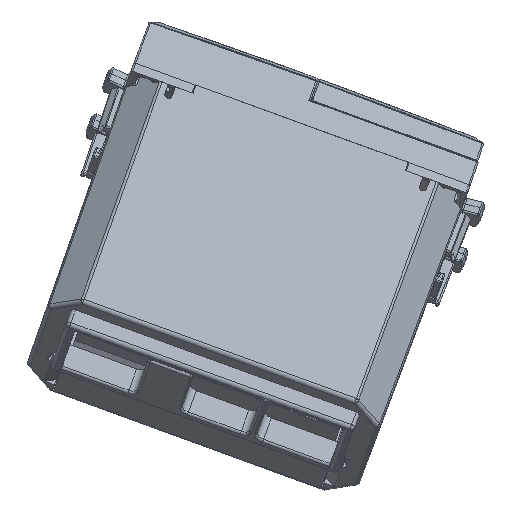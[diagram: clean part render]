
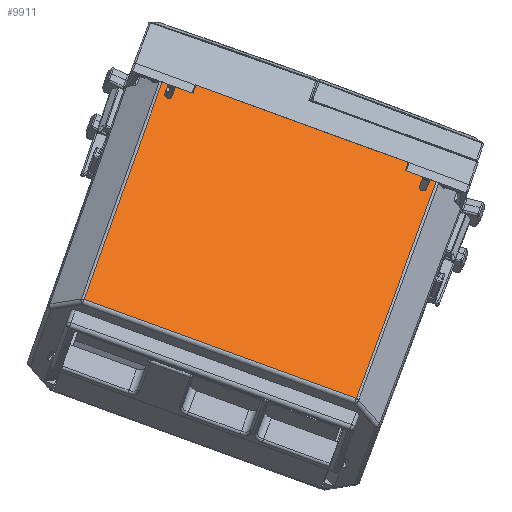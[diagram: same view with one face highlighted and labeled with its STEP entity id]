
A CAD part, left-side view. The second image highlights one B-rep face of the part: STEP entity #9911.
In plain terms, the highlighted face is planar.
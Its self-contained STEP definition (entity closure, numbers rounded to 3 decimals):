
#5934=CARTESIAN_POINT('Vertex',(10.874,18.168,-34.504)) ;
#5937=CARTESIAN_POINT('Line Origine',(10.874,0.248,-34.504)) ;
#5941=CARTESIAN_POINT('Vertex',(10.874,-18.168,-34.504)) ;
#7904=CARTESIAN_POINT('Line Origine',(11.175,-17.896,0.)) ;
#7908=CARTESIAN_POINT('Vertex',(11.175,-17.5,0.)) ;
#7910=CARTESIAN_POINT('Vertex',(11.175,-18.293,0.)) ;
#8156=CARTESIAN_POINT('Vertex',(11.175,17.5,0.)) ;
#8159=CARTESIAN_POINT('Line Origine',(11.175,17.896,0.)) ;
#8163=CARTESIAN_POINT('Vertex',(11.175,18.293,0.)) ;
#8192=CARTESIAN_POINT('Vertex',(11.162,17.473,-1.535)) ;
#8195=CARTESIAN_POINT('Line Origine',(11.168,17.487,-0.767)) ;
#8211=CARTESIAN_POINT('Vertex',(11.162,16.527,-1.535)) ;
#8215=CARTESIAN_POINT('Control Point',(11.162,17.473,-1.535)) ;
#8216=CARTESIAN_POINT('Control Point',(11.159,17.468,-1.829)) ;
#8217=CARTESIAN_POINT('Control Point',(11.156,17.237,-2.131)) ;
#8218=CARTESIAN_POINT('Control Point',(11.156,16.763,-2.131)) ;
#8219=CARTESIAN_POINT('Control Point',(11.159,16.532,-1.829)) ;
#8220=CARTESIAN_POINT('Control Point',(11.162,16.527,-1.535)) ;
#8233=CARTESIAN_POINT('Vertex',(11.175,16.5,0.)) ;
#8236=CARTESIAN_POINT('Line Origine',(11.168,16.513,-0.767)) ;
#8252=CARTESIAN_POINT('Vertex',(11.175,14.175,0.)) ;
#8255=CARTESIAN_POINT('Line Origine',(11.175,15.338,0.)) ;
#8289=CARTESIAN_POINT('Vertex',(11.186,14.153,1.275)) ;
#8293=CARTESIAN_POINT('Control Point',(11.175,14.175,0.)) ;
#8294=CARTESIAN_POINT('Control Point',(11.186,14.153,1.275)) ;
#8385=CARTESIAN_POINT('Vertex',(11.175,-14.175,0.)) ;
#8389=CARTESIAN_POINT('Control Point',(11.175,-14.175,0.)) ;
#8390=CARTESIAN_POINT('Control Point',(11.186,-14.153,1.275)) ;
#8391=CARTESIAN_POINT('Vertex',(11.186,-14.153,1.275)) ;
#8414=CARTESIAN_POINT('Line Origine',(11.175,-15.338,0.)) ;
#8418=CARTESIAN_POINT('Vertex',(11.175,-16.5,0.)) ;
#8437=CARTESIAN_POINT('Vertex',(11.162,-16.527,-1.535)) ;
#8440=CARTESIAN_POINT('Line Origine',(11.168,-16.513,-0.767)) ;
#8456=CARTESIAN_POINT('Vertex',(11.162,-17.473,-1.535)) ;
#8460=CARTESIAN_POINT('Control Point',(11.162,-17.473,-1.535)) ;
#8461=CARTESIAN_POINT('Control Point',(11.159,-17.468,-1.829)) ;
#8462=CARTESIAN_POINT('Control Point',(11.156,-17.237,-2.131)) ;
#8463=CARTESIAN_POINT('Control Point',(11.156,-16.763,-2.131)) ;
#8464=CARTESIAN_POINT('Control Point',(11.159,-16.532,-1.829)) ;
#8465=CARTESIAN_POINT('Control Point',(11.162,-16.527,-1.535)) ;
#8474=CARTESIAN_POINT('Line Origine',(11.168,-17.487,-0.767)) ;
#9875=CARTESIAN_POINT('Axis2P3D Location',(11.175,0.,0.)) ;
#9881=CARTESIAN_POINT('Control Point',(11.175,-18.293,0.)) ;
#9882=CARTESIAN_POINT('Control Point',(10.874,-18.168,-34.504)) ;
#9885=CARTESIAN_POINT('Control Point',(11.175,18.293,0.)) ;
#9886=CARTESIAN_POINT('Control Point',(10.874,18.168,-34.504)) ;
#9888=CARTESIAN_POINT('Line Origine',(11.186,0.,1.275)) ;
#5938=DIRECTION('Vector Direction',(0.,-1.,0.)) ;
#7905=DIRECTION('Vector Direction',(0.,-1.,0.)) ;
#8160=DIRECTION('Vector Direction',(0.,1.,0.)) ;
#8196=DIRECTION('Vector Direction',(-0.009,-0.017,-1.)) ;
#8237=DIRECTION('Vector Direction',(-0.009,0.017,-1.)) ;
#8256=DIRECTION('Vector Direction',(0.,1.,0.)) ;
#8415=DIRECTION('Vector Direction',(0.,-1.,0.)) ;
#8441=DIRECTION('Vector Direction',(-0.009,-0.017,-1.)) ;
#8475=DIRECTION('Vector Direction',(-0.009,0.017,-1.)) ;
#9876=DIRECTION('Axis2P3D Direction',(-1.,0.,0.009)) ;
#9877=DIRECTION('Axis2P3D XDirection',(0.,-1.,0.)) ;
#9889=DIRECTION('Vector Direction',(0.,-1.,0.)) ;
#9878=AXIS2_PLACEMENT_3D('Plane Axis2P3D',#9875,#9876,#9877) ;
#9894=ORIENTED_EDGE('',*,*,#9883,.F.) ;
#9895=ORIENTED_EDGE('',*,*,#5943,.F.) ;
#9896=ORIENTED_EDGE('',*,*,#9887,.F.) ;
#9897=ORIENTED_EDGE('',*,*,#8165,.F.) ;
#9898=ORIENTED_EDGE('',*,*,#8199,.T.) ;
#9899=ORIENTED_EDGE('',*,*,#8221,.T.) ;
#9900=ORIENTED_EDGE('',*,*,#8240,.F.) ;
#9901=ORIENTED_EDGE('',*,*,#8259,.F.) ;
#9902=ORIENTED_EDGE('',*,*,#8295,.T.) ;
#9903=ORIENTED_EDGE('',*,*,#9892,.F.) ;
#9904=ORIENTED_EDGE('',*,*,#8393,.T.) ;
#9905=ORIENTED_EDGE('',*,*,#8420,.T.) ;
#9906=ORIENTED_EDGE('',*,*,#8444,.T.) ;
#9907=ORIENTED_EDGE('',*,*,#8466,.F.) ;
#9908=ORIENTED_EDGE('',*,*,#8478,.F.) ;
#9909=ORIENTED_EDGE('',*,*,#7912,.T.) ;
#5939=VECTOR('Line Direction',#5938,1.) ;
#7906=VECTOR('Line Direction',#7905,1.) ;
#8161=VECTOR('Line Direction',#8160,1.) ;
#8197=VECTOR('Line Direction',#8196,1.) ;
#8238=VECTOR('Line Direction',#8237,1.) ;
#8257=VECTOR('Line Direction',#8256,1.) ;
#8416=VECTOR('Line Direction',#8415,1.) ;
#8442=VECTOR('Line Direction',#8441,1.) ;
#8476=VECTOR('Line Direction',#8475,1.) ;
#9890=VECTOR('Line Direction',#9889,1.) ;
#9911=ADVANCED_FACE('PartBody',(#9910),#9879,.F.) ;
#8214=B_SPLINE_CURVE_WITH_KNOTS('',5,(#8215,#8216,#8217,#8218,#8219,#8220),.UNSPECIFIED.,.F.,.U.,(6,6),(0.,2.079),.UNSPECIFIED.) ;
#8292=B_SPLINE_CURVE_WITH_KNOTS('',1,(#8293,#8294),.UNSPECIFIED.,.F.,.U.,(2,2),(-0.638,0.638),.UNSPECIFIED.) ;
#8388=B_SPLINE_CURVE_WITH_KNOTS('',1,(#8389,#8390),.UNSPECIFIED.,.F.,.U.,(2,2),(-0.638,0.638),.UNSPECIFIED.) ;
#8459=B_SPLINE_CURVE_WITH_KNOTS('',5,(#8460,#8461,#8462,#8463,#8464,#8465),.UNSPECIFIED.,.F.,.U.,(6,6),(0.,2.079),.UNSPECIFIED.) ;
#9880=B_SPLINE_CURVE_WITH_KNOTS('',1,(#9881,#9882),.UNSPECIFIED.,.F.,.U.,(2,2),(-16.464,18.042),.UNSPECIFIED.) ;
#9884=B_SPLINE_CURVE_WITH_KNOTS('',1,(#9885,#9886),.UNSPECIFIED.,.F.,.U.,(2,2),(-16.464,18.042),.UNSPECIFIED.) ;
#5943=EDGE_CURVE('',#5935,#5942,#5940,.T.) ;
#7912=EDGE_CURVE('',#7909,#7911,#7907,.T.) ;
#8165=EDGE_CURVE('',#8157,#8164,#8162,.T.) ;
#8199=EDGE_CURVE('',#8157,#8193,#8198,.T.) ;
#8221=EDGE_CURVE('',#8193,#8212,#8214,.T.) ;
#8240=EDGE_CURVE('',#8234,#8212,#8239,.T.) ;
#8259=EDGE_CURVE('',#8253,#8234,#8258,.T.) ;
#8295=EDGE_CURVE('',#8253,#8290,#8292,.T.) ;
#8393=EDGE_CURVE('',#8392,#8386,#8388,.F.) ;
#8420=EDGE_CURVE('',#8386,#8419,#8417,.T.) ;
#8444=EDGE_CURVE('',#8419,#8438,#8443,.T.) ;
#8466=EDGE_CURVE('',#8457,#8438,#8459,.T.) ;
#8478=EDGE_CURVE('',#7909,#8457,#8477,.T.) ;
#9883=EDGE_CURVE('',#5942,#7911,#9880,.F.) ;
#9887=EDGE_CURVE('',#8164,#5935,#9884,.T.) ;
#9892=EDGE_CURVE('',#8392,#8290,#9891,.F.) ;
#9893=EDGE_LOOP('',(#9894,#9895,#9896,#9897,#9898,#9899,#9900,#9901,#9902,#9903,#9904,#9905,#9906,#9907,#9908,#9909)) ;
#9910=FACE_OUTER_BOUND('',#9893,.T.) ;
#5940=LINE('Line',#5937,#5939) ;
#7907=LINE('Line',#7904,#7906) ;
#8162=LINE('Line',#8159,#8161) ;
#8198=LINE('Line',#8195,#8197) ;
#8239=LINE('Line',#8236,#8238) ;
#8258=LINE('Line',#8255,#8257) ;
#8417=LINE('Line',#8414,#8416) ;
#8443=LINE('Line',#8440,#8442) ;
#8477=LINE('Line',#8474,#8476) ;
#9891=LINE('Line',#9888,#9890) ;
#9879=PLANE('',#9878) ;
#5935=VERTEX_POINT('',#5934) ;
#5942=VERTEX_POINT('',#5941) ;
#7909=VERTEX_POINT('',#7908) ;
#7911=VERTEX_POINT('',#7910) ;
#8157=VERTEX_POINT('',#8156) ;
#8164=VERTEX_POINT('',#8163) ;
#8193=VERTEX_POINT('',#8192) ;
#8212=VERTEX_POINT('',#8211) ;
#8234=VERTEX_POINT('',#8233) ;
#8253=VERTEX_POINT('',#8252) ;
#8290=VERTEX_POINT('',#8289) ;
#8386=VERTEX_POINT('',#8385) ;
#8392=VERTEX_POINT('',#8391) ;
#8419=VERTEX_POINT('',#8418) ;
#8438=VERTEX_POINT('',#8437) ;
#8457=VERTEX_POINT('',#8456) ;
